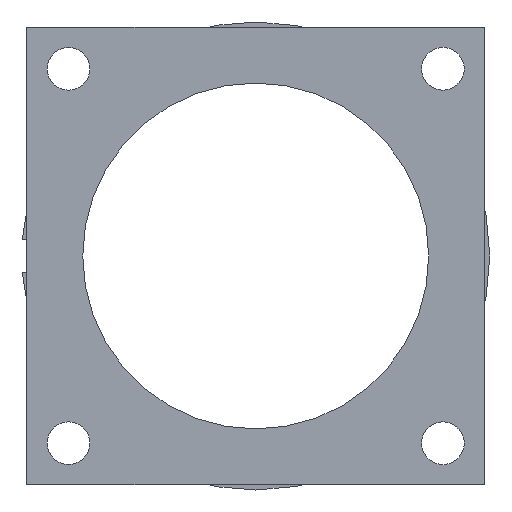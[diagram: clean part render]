
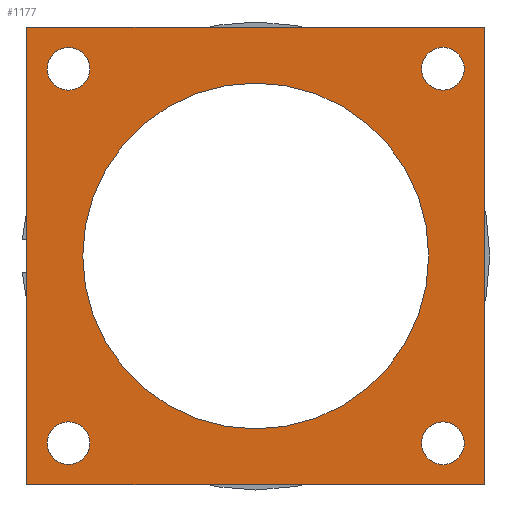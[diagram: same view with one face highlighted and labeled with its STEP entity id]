
A CAD part, front view. The second image highlights one B-rep face of the part: STEP entity #1177.
In plain terms, the highlighted planar face has unit normal (0, -1, 0).
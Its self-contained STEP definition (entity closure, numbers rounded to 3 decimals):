
#2 = AXIS2_PLACEMENT_3D ( 'NONE', #1242, #1119, #708 ) ;
#38 = VERTEX_POINT ( 'NONE', #974 ) ;
#44 = DIRECTION ( 'NONE',  ( 0., 0., -1. ) ) ;
#52 = FACE_BOUND ( 'NONE', #1328, .T. ) ;
#53 = CARTESIAN_POINT ( 'NONE',  ( -22.5, 0., -22.5 ) ) ;
#62 = CIRCLE ( 'NONE', #2, 17. ) ;
#69 = AXIS2_PLACEMENT_3D ( 'NONE', #1703, #735, #602 ) ;
#90 = AXIS2_PLACEMENT_3D ( 'NONE', #509, #1064, #1214 ) ;
#94 = CARTESIAN_POINT ( 'NONE',  ( 18.4, 0., 16.3 ) ) ;
#114 = EDGE_CURVE ( 'NONE', #143, #38, #1499, .T. ) ;
#127 = VECTOR ( 'NONE', #198, 1000. ) ;
#131 = VERTEX_POINT ( 'NONE', #977 ) ;
#143 = VERTEX_POINT ( 'NONE', #991 ) ;
#172 = EDGE_CURVE ( 'NONE', #948, #771, #62, .T. ) ;
#185 = CIRCLE ( 'NONE', #90, 2.1 ) ;
#198 = DIRECTION ( 'NONE',  ( 1., 0., 0. ) ) ;
#214 = DIRECTION ( 'NONE',  ( -1., 0., 0. ) ) ;
#217 = VECTOR ( 'NONE', #44, 1000. ) ;
#221 = AXIS2_PLACEMENT_3D ( 'NONE', #1261, #288, #1790 ) ;
#232 = AXIS2_PLACEMENT_3D ( 'NONE', #1457, #915, #498 ) ;
#237 = LINE ( 'NONE', #458, #217 ) ;
#246 = VERTEX_POINT ( 'NONE', #593 ) ;
#288 = DIRECTION ( 'NONE',  ( 0., 1., 0. ) ) ;
#303 = DIRECTION ( 'NONE',  ( 0., 1., 0. ) ) ;
#307 = ORIENTED_EDGE ( 'NONE', *, *, #1039, .F. ) ;
#316 = DIRECTION ( 'NONE',  ( 0., 0., 1. ) ) ;
#332 = CARTESIAN_POINT ( 'NONE',  ( -18.4, 0., -16.3 ) ) ;
#382 = DIRECTION ( 'NONE',  ( 0., 0., 1. ) ) ;
#458 = CARTESIAN_POINT ( 'NONE',  ( 22.5, 0., -22.5 ) ) ;
#462 = CARTESIAN_POINT ( 'NONE',  ( 18.4, 0., 18.4 ) ) ;
#492 = CARTESIAN_POINT ( 'NONE',  ( -18.4, 0., 18.4 ) ) ;
#498 = DIRECTION ( 'NONE',  ( 0., 0., 1. ) ) ;
#500 = CIRCLE ( 'NONE', #1768, 2.1 ) ;
#509 = CARTESIAN_POINT ( 'NONE',  ( -18.4, 0., -18.4 ) ) ;
#521 = DIRECTION ( 'NONE',  ( 0., 1., 0. ) ) ;
#536 = EDGE_CURVE ( 'NONE', #1179, #1707, #185, .T. ) ;
#547 = AXIS2_PLACEMENT_3D ( 'NONE', #1583, #1307, #316 ) ;
#560 = LINE ( 'NONE', #761, #127 ) ;
#563 = AXIS2_PLACEMENT_3D ( 'NONE', #492, #1201, #1332 ) ;
#569 = VERTEX_POINT ( 'NONE', #1081 ) ;
#570 = VERTEX_POINT ( 'NONE', #1126 ) ;
#593 = CARTESIAN_POINT ( 'NONE',  ( -18.4, 0., 20.5 ) ) ;
#602 = DIRECTION ( 'NONE',  ( 0., 0., 1. ) ) ;
#609 = CARTESIAN_POINT ( 'NONE',  ( -18.4, 0., 18.4 ) ) ;
#643 = ORIENTED_EDGE ( 'NONE', *, *, #1735, .F. ) ;
#671 = DIRECTION ( 'NONE',  ( 0., 1., 0. ) ) ;
#675 = ORIENTED_EDGE ( 'NONE', *, *, #736, .T. ) ;
#708 = DIRECTION ( 'NONE',  ( 0., 0., 1. ) ) ;
#711 = FACE_BOUND ( 'NONE', #1601, .T. ) ;
#723 = EDGE_LOOP ( 'NONE', ( #1606, #741 ) ) ;
#732 = EDGE_CURVE ( 'NONE', #246, #570, #500, .T. ) ;
#735 = DIRECTION ( 'NONE',  ( 0., 1., 0. ) ) ;
#736 = EDGE_CURVE ( 'NONE', #38, #143, #1318, .T. ) ;
#741 = ORIENTED_EDGE ( 'NONE', *, *, #1199, .T. ) ;
#743 = EDGE_LOOP ( 'NONE', ( #307, #751, #1684, #643 ) ) ;
#751 = ORIENTED_EDGE ( 'NONE', *, *, #1267, .F. ) ;
#761 = CARTESIAN_POINT ( 'NONE',  ( -22.5, 0., 22.5 ) ) ;
#771 = VERTEX_POINT ( 'NONE', #1187 ) ;
#775 = ORIENTED_EDGE ( 'NONE', *, *, #917, .T. ) ;
#826 = EDGE_CURVE ( 'NONE', #1326, #569, #1698, .T. ) ;
#848 = CIRCLE ( 'NONE', #1488, 17. ) ;
#860 = ORIENTED_EDGE ( 'NONE', *, *, #1103, .T. ) ;
#878 = EDGE_LOOP ( 'NONE', ( #1231, #1779 ) ) ;
#891 = FACE_BOUND ( 'NONE', #723, .T. ) ;
#915 = DIRECTION ( 'NONE',  ( 0., 1., 0. ) ) ;
#917 = EDGE_CURVE ( 'NONE', #1707, #1179, #1467, .T. ) ;
#948 = VERTEX_POINT ( 'NONE', #1313 ) ;
#965 = ORIENTED_EDGE ( 'NONE', *, *, #536, .T. ) ;
#974 = CARTESIAN_POINT ( 'NONE',  ( 18.4, 0., -16.3 ) ) ;
#977 = CARTESIAN_POINT ( 'NONE',  ( -22.5, 0., -22.5 ) ) ;
#991 = CARTESIAN_POINT ( 'NONE',  ( 18.4, 0., -20.5 ) ) ;
#999 = VECTOR ( 'NONE', #214, 1000. ) ;
#1002 = CIRCLE ( 'NONE', #1690, 2.1 ) ;
#1010 = VERTEX_POINT ( 'NONE', #1322 ) ;
#1039 = EDGE_CURVE ( 'NONE', #131, #1200, #1723, .T. ) ;
#1046 = DIRECTION ( 'NONE',  ( 0., 0., 1. ) ) ;
#1064 = DIRECTION ( 'NONE',  ( 0., 1., 0. ) ) ;
#1081 = CARTESIAN_POINT ( 'NONE',  ( 18.4, 0., 20.5 ) ) ;
#1103 = EDGE_CURVE ( 'NONE', #569, #1326, #1002, .T. ) ;
#1114 = EDGE_LOOP ( 'NONE', ( #675, #1667 ) ) ;
#1119 = DIRECTION ( 'NONE',  ( 0., 1., 0. ) ) ;
#1126 = CARTESIAN_POINT ( 'NONE',  ( -18.4, 0., 16.3 ) ) ;
#1146 = DIRECTION ( 'NONE',  ( 0., 1., 0. ) ) ;
#1161 = DIRECTION ( 'NONE',  ( 0., 0., 1. ) ) ;
#1177 = ADVANCED_FACE ( 'NONE', ( #1415, #1286, #711, #1720, #891, #52 ), #1316, .F. ) ;
#1178 = CARTESIAN_POINT ( 'NONE',  ( -22.5, 0., -22.5 ) ) ;
#1179 = VERTEX_POINT ( 'NONE', #332 ) ;
#1187 = CARTESIAN_POINT ( 'NONE',  ( 0., 0., 17. ) ) ;
#1195 = VERTEX_POINT ( 'NONE', #1607 ) ;
#1199 = EDGE_CURVE ( 'NONE', #570, #246, #1490, .T. ) ;
#1200 = VERTEX_POINT ( 'NONE', #1325 ) ;
#1201 = DIRECTION ( 'NONE',  ( 0., 1., 0. ) ) ;
#1214 = DIRECTION ( 'NONE',  ( 0., 0., 1. ) ) ;
#1231 = ORIENTED_EDGE ( 'NONE', *, *, #172, .T. ) ;
#1242 = CARTESIAN_POINT ( 'NONE',  ( 0., 0., 0. ) ) ;
#1261 = CARTESIAN_POINT ( 'NONE',  ( 18.4, 0., -18.4 ) ) ;
#1267 = EDGE_CURVE ( 'NONE', #1010, #131, #1357, .T. ) ;
#1286 = FACE_BOUND ( 'NONE', #1114, .T. ) ;
#1300 = CARTESIAN_POINT ( 'NONE',  ( -18.4, 0., -18.4 ) ) ;
#1306 = CARTESIAN_POINT ( 'NONE',  ( -18.4, 0., -20.5 ) ) ;
#1307 = DIRECTION ( 'NONE',  ( 0., 1., 0. ) ) ;
#1313 = CARTESIAN_POINT ( 'NONE',  ( 0., 0., -17. ) ) ;
#1314 = VECTOR ( 'NONE', #1161, 1000. ) ;
#1316 = PLANE ( 'NONE',  #232 ) ;
#1318 = CIRCLE ( 'NONE', #69, 2.1 ) ;
#1322 = CARTESIAN_POINT ( 'NONE',  ( 22.5, 0., -22.5 ) ) ;
#1325 = CARTESIAN_POINT ( 'NONE',  ( -22.5, 0., 22.5 ) ) ;
#1326 = VERTEX_POINT ( 'NONE', #94 ) ;
#1328 = EDGE_LOOP ( 'NONE', ( #965, #775 ) ) ;
#1332 = DIRECTION ( 'NONE',  ( 0., 0., 1. ) ) ;
#1357 = LINE ( 'NONE', #1178, #999 ) ;
#1376 = EDGE_CURVE ( 'NONE', #771, #948, #848, .T. ) ;
#1415 = FACE_OUTER_BOUND ( 'NONE', #743, .T. ) ;
#1418 = DIRECTION ( 'NONE',  ( 0., 0., 1. ) ) ;
#1428 = DIRECTION ( 'NONE',  ( 0., 0., 1. ) ) ;
#1457 = CARTESIAN_POINT ( 'NONE',  ( -18., 0., 0. ) ) ;
#1467 = CIRCLE ( 'NONE', #1760, 2.1 ) ;
#1488 = AXIS2_PLACEMENT_3D ( 'NONE', #1761, #671, #382 ) ;
#1490 = CIRCLE ( 'NONE', #563, 2.1 ) ;
#1499 = CIRCLE ( 'NONE', #221, 2.1 ) ;
#1539 = ORIENTED_EDGE ( 'NONE', *, *, #826, .T. ) ;
#1583 = CARTESIAN_POINT ( 'NONE',  ( 18.4, 0., 18.4 ) ) ;
#1601 = EDGE_LOOP ( 'NONE', ( #860, #1539 ) ) ;
#1606 = ORIENTED_EDGE ( 'NONE', *, *, #732, .T. ) ;
#1607 = CARTESIAN_POINT ( 'NONE',  ( 22.5, 0., 22.5 ) ) ;
#1667 = ORIENTED_EDGE ( 'NONE', *, *, #114, .T. ) ;
#1684 = ORIENTED_EDGE ( 'NONE', *, *, #1759, .F. ) ;
#1690 = AXIS2_PLACEMENT_3D ( 'NONE', #462, #1146, #1428 ) ;
#1698 = CIRCLE ( 'NONE', #547, 2.1 ) ;
#1703 = CARTESIAN_POINT ( 'NONE',  ( 18.4, 0., -18.4 ) ) ;
#1707 = VERTEX_POINT ( 'NONE', #1306 ) ;
#1720 = FACE_BOUND ( 'NONE', #878, .T. ) ;
#1723 = LINE ( 'NONE', #53, #1314 ) ;
#1735 = EDGE_CURVE ( 'NONE', #1200, #1195, #560, .T. ) ;
#1759 = EDGE_CURVE ( 'NONE', #1195, #1010, #237, .T. ) ;
#1760 = AXIS2_PLACEMENT_3D ( 'NONE', #1300, #521, #1046 ) ;
#1761 = CARTESIAN_POINT ( 'NONE',  ( 0., 0., 0. ) ) ;
#1768 = AXIS2_PLACEMENT_3D ( 'NONE', #609, #303, #1418 ) ;
#1779 = ORIENTED_EDGE ( 'NONE', *, *, #1376, .T. ) ;
#1790 = DIRECTION ( 'NONE',  ( 0., 0., 1. ) ) ;
